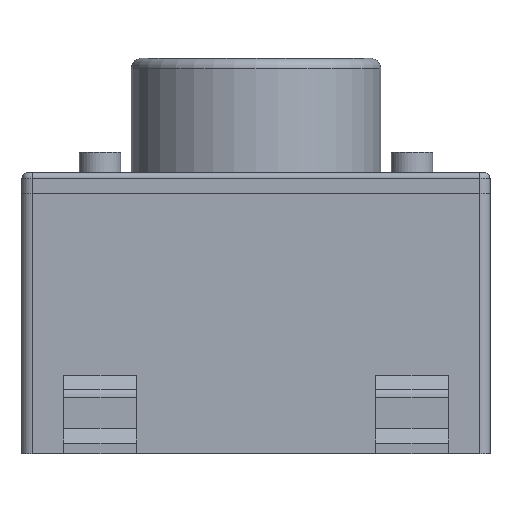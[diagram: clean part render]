
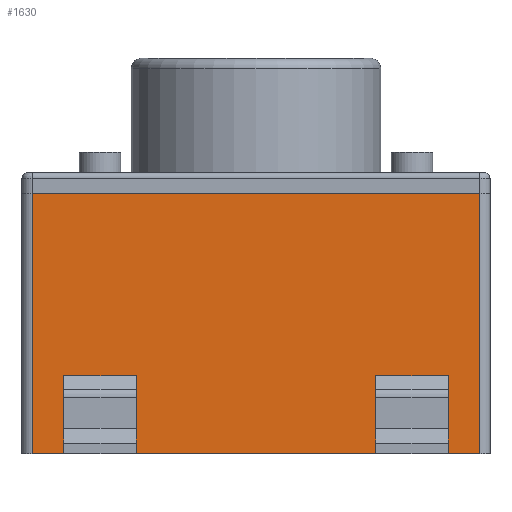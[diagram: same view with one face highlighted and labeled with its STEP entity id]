
A CAD part, left-side view. The second image highlights one B-rep face of the part: STEP entity #1630.
In plain terms, the highlighted planar face has unit normal (-1, 0, 0).
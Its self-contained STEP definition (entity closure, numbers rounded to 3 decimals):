
#43=PLANE('',#1766);
#117=FACE_OUTER_BOUND('',#221,.T.);
#221=EDGE_LOOP('',(#1152,#1153,#1154,#1155));
#325=LINE('',#2444,#498);
#330=LINE('',#2459,#503);
#331=LINE('',#2463,#504);
#332=LINE('',#2465,#505);
#498=VECTOR('',#1938,10.);
#503=VECTOR('',#1955,10.);
#504=VECTOR('',#1960,10.);
#505=VECTOR('',#1963,10.);
#737=VERTEX_POINT('',#2441);
#738=VERTEX_POINT('',#2443);
#742=VERTEX_POINT('',#2457);
#743=VERTEX_POINT('',#2461);
#894=EDGE_CURVE('',#737,#738,#325,.T.);
#902=EDGE_CURVE('',#742,#737,#330,.T.);
#904=EDGE_CURVE('',#738,#743,#331,.T.);
#905=EDGE_CURVE('',#743,#742,#332,.T.);
#1152=ORIENTED_EDGE('',*,*,#902,.F.);
#1153=ORIENTED_EDGE('',*,*,#905,.F.);
#1154=ORIENTED_EDGE('',*,*,#904,.F.);
#1155=ORIENTED_EDGE('',*,*,#894,.F.);
#1630=ADVANCED_FACE('',(#117),#43,.T.);
#1766=AXIS2_PLACEMENT_3D('',#2464,#1961,#1962);
#1938=DIRECTION('',(0.,1.,0.));
#1955=DIRECTION('',(0.,0.,-1.));
#1960=DIRECTION('',(0.,0.,1.));
#1961=DIRECTION('center_axis',(-1.,0.,0.));
#1962=DIRECTION('ref_axis',(0.,-1.,0.));
#1963=DIRECTION('',(0.,-1.,0.));
#2441=CARTESIAN_POINT('',(-2.25,-2.15,0.));
#2443=CARTESIAN_POINT('',(-2.25,2.15,0.));
#2444=CARTESIAN_POINT('',(-2.25,-2.25,0.));
#2457=CARTESIAN_POINT('',(-2.25,-2.15,2.5));
#2459=CARTESIAN_POINT('',(-2.25,-2.15,0.));
#2461=CARTESIAN_POINT('',(-2.25,2.15,2.5));
#2463=CARTESIAN_POINT('',(-2.25,2.15,0.));
#2464=CARTESIAN_POINT('Origin',(-2.25,2.25,0.));
#2465=CARTESIAN_POINT('',(-2.25,-2.25,2.5));
